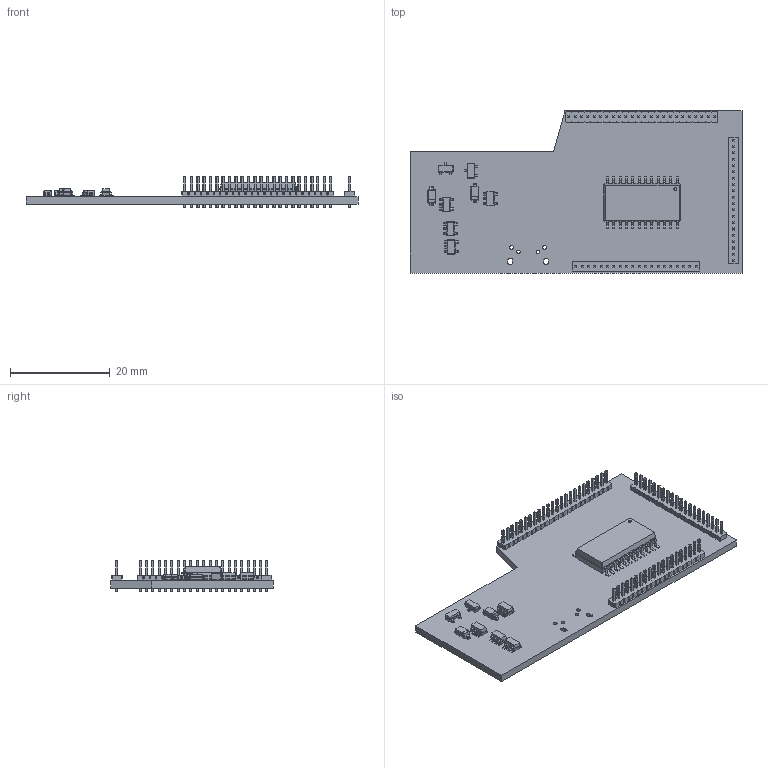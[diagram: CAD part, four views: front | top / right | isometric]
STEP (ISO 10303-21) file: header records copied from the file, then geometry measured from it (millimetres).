
FILE_DESCRIPTION(('KiCad electronic assembly'),'2;1');
FILE_NAME('EL_PSU.step','2025-09-04T20:26:40',('Pcbnew'),('Kicad'), 'Open CASCADE STEP processor 7.6','KiCad to STEP converter','Unknown' );
FILE_SCHEMA(('AUTOMOTIVE_DESIGN { 1 0 10303 214 1 1 1 1 }'));
Length unit declared in the file: millimetre
Products named in the file (8): EL_PSU 1; SOT-23-5; D_SOD-123; SOIC-24W_7.5x15.4mm_P1.27mm; SOT-23; PinHeader_1x20_P1.27mm_Vertical; PinHeader_1x24_P1.27mm_Vertical; EL_PSU_PCB
Assembly tree (13 placements, depth 2):
  EL_PSU 1
    SOT-23-5  x4
    D_SOD-123  x2
    SOIC-24W_7.5x15.4mm_P1.27mm
    SOT-23  x2
    PinHeader_1x20_P1.27mm_Vertical  x2
    PinHeader_1x24_P1.27mm_Vertical
    EL_PSU_PCB
Bounding box: 66.53 x 32.49 x 6.3 mm (x, y, z)
Volume: 3408.5 mm3; surface area: 5951.8 mm2
Topology: 13 solids, 13 shells, 2760 faces, 6845 edges, 4242 vertices
Faces by surface type: plane 2197, cylinder 293, bspline 270
Full cylindrical faces by diameter (mm): 0.6 x1, 0.65 x64, 0.7 x2, 0.8 x2
Entity records: 52623 total; most frequent: CARTESIAN_POINT 9660, ORIENTED_EDGE 9024, DIRECTION 8190, EDGE_CURVE 4512, LINE 3958, VECTOR 3958, VERTEX_POINT 2810, AXIS2_PLACEMENT_3D 2116
